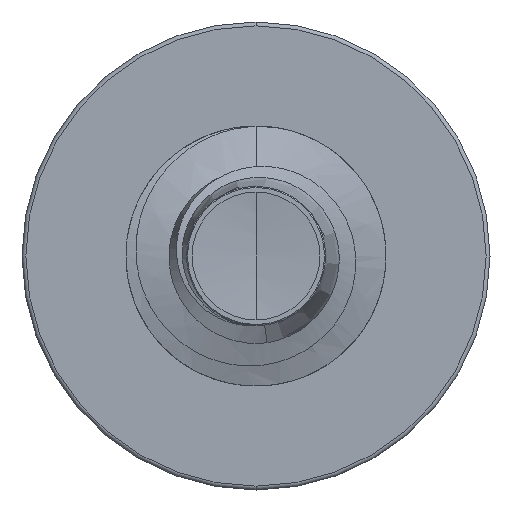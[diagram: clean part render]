
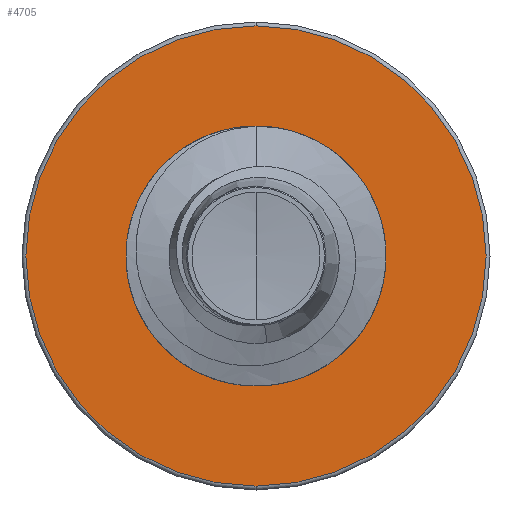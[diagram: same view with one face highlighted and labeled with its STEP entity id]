
A CAD part, front view. The second image highlights one B-rep face of the part: STEP entity #4705.
In plain terms, the highlighted planar face has unit normal (0, -1, 0).
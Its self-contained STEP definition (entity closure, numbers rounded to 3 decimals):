
#900 = AXIS2_PLACEMENT_3D ( 'NONE', #11921, #7070, #12559 ) ;
#987 = VERTEX_POINT ( 'NONE', #6501 ) ;
#2126 = AXIS2_PLACEMENT_3D ( 'NONE', #10704, #4918, #11362 ) ;
#2257 = VERTEX_POINT ( 'NONE', #2371 ) ;
#2371 = CARTESIAN_POINT ( 'NONE',  ( 0., 12.5, 5.31 ) ) ;
#2714 = EDGE_LOOP ( 'NONE', ( #8736, #9354 ) ) ;
#3052 = AXIS2_PLACEMENT_3D ( 'NONE', #10299, #10264, #10262 ) ;
#3230 = CARTESIAN_POINT ( 'NONE',  ( 0., 12.5, 2.842 ) ) ;
#3430 = FACE_BOUND ( 'NONE', #2714, .T. ) ;
#3582 = ORIENTED_EDGE ( 'NONE', *, *, #9409, .F. ) ;
#4415 = AXIS2_PLACEMENT_3D ( 'NONE', #7792, #7778, #7761 ) ;
#4705 = ADVANCED_FACE ( 'NONE', ( #9216, #3430 ), #5469, .F. ) ;
#4917 = CIRCLE ( 'NONE', #4415, 2.842 ) ;
#4918 = DIRECTION ( 'NONE',  ( 0., 1., 0. ) ) ;
#5154 = DIRECTION ( 'NONE',  ( 0., 0., 1. ) ) ;
#5171 = DIRECTION ( 'NONE',  ( 0., 1., 0. ) ) ;
#5469 = PLANE ( 'NONE',  #5485 ) ;
#5485 = AXIS2_PLACEMENT_3D ( 'NONE', #6130, #5171, #5154 ) ;
#5577 = EDGE_LOOP ( 'NONE', ( #3582, #8025 ) ) ;
#6130 = CARTESIAN_POINT ( 'NONE',  ( 0., 12.5, -2.842 ) ) ;
#6459 = VERTEX_POINT ( 'NONE', #3230 ) ;
#6501 = CARTESIAN_POINT ( 'NONE',  ( 0., 12.5, -2.842 ) ) ;
#7070 = DIRECTION ( 'NONE',  ( 0., 1., 0. ) ) ;
#7761 = DIRECTION ( 'NONE',  ( 0., 0., 1. ) ) ;
#7778 = DIRECTION ( 'NONE',  ( 0., 1., 0. ) ) ;
#7792 = CARTESIAN_POINT ( 'NONE',  ( 0., 12.5, 0. ) ) ;
#7968 = EDGE_CURVE ( 'NONE', #6459, #987, #4917, .T. ) ;
#8025 = ORIENTED_EDGE ( 'NONE', *, *, #11966, .F. ) ;
#8698 = CARTESIAN_POINT ( 'NONE',  ( 0., 12.5, -5.31 ) ) ;
#8736 = ORIENTED_EDGE ( 'NONE', *, *, #7968, .T. ) ;
#9216 = FACE_OUTER_BOUND ( 'NONE', #5577, .T. ) ;
#9354 = ORIENTED_EDGE ( 'NONE', *, *, #10888, .T. ) ;
#9409 = EDGE_CURVE ( 'NONE', #2257, #10394, #9826, .T. ) ;
#9826 = CIRCLE ( 'NONE', #3052, 5.31 ) ;
#10262 = DIRECTION ( 'NONE',  ( 0., 0., 1. ) ) ;
#10264 = DIRECTION ( 'NONE',  ( 0., 1., 0. ) ) ;
#10299 = CARTESIAN_POINT ( 'NONE',  ( 0., 12.5, 0. ) ) ;
#10394 = VERTEX_POINT ( 'NONE', #8698 ) ;
#10704 = CARTESIAN_POINT ( 'NONE',  ( 0., 12.5, 0. ) ) ;
#10770 = CIRCLE ( 'NONE', #900, 2.842 ) ;
#10888 = EDGE_CURVE ( 'NONE', #987, #6459, #10770, .T. ) ;
#11362 = DIRECTION ( 'NONE',  ( 0., 0., 1. ) ) ;
#11921 = CARTESIAN_POINT ( 'NONE',  ( 0., 12.5, 0. ) ) ;
#11966 = EDGE_CURVE ( 'NONE', #10394, #2257, #12578, .T. ) ;
#12559 = DIRECTION ( 'NONE',  ( 0., 0., 1. ) ) ;
#12578 = CIRCLE ( 'NONE', #2126, 5.31 ) ;
